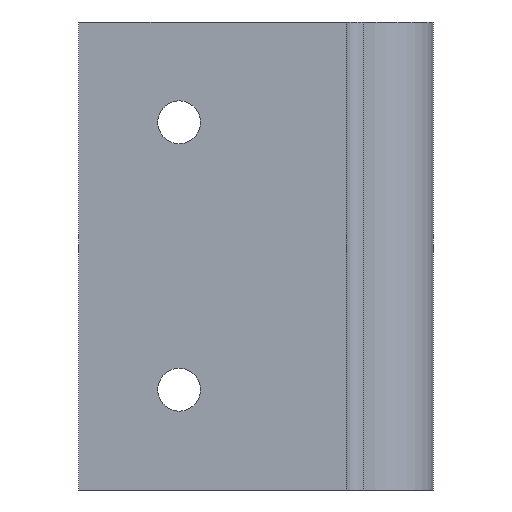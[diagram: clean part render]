
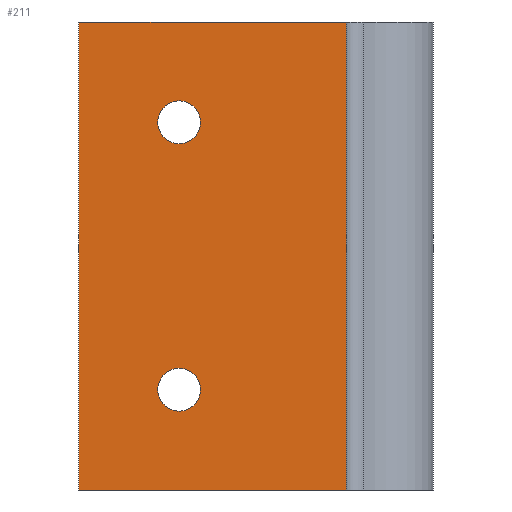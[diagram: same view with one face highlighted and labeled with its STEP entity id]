
A CAD part, left-side view. The second image highlights one B-rep face of the part: STEP entity #211.
In plain terms, the highlighted planar face has unit normal (-1, 0, 0).
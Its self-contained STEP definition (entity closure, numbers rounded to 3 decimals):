
#21=FACE_BOUND('',#50,.T.);
#22=FACE_BOUND('',#51,.T.);
#25=PLANE('',#244);
#35=FACE_OUTER_BOUND('',#49,.T.);
#49=EDGE_LOOP('',(#168,#169,#170,#171));
#50=EDGE_LOOP('',(#172));
#51=EDGE_LOOP('',(#173));
#66=LINE('',#359,#81);
#68=LINE('',#365,#83);
#69=LINE('',#367,#84);
#70=LINE('',#368,#85);
#81=VECTOR('',#291,35.);
#83=VECTOR('',#297,20.);
#84=VECTOR('',#298,35.);
#85=VECTOR('',#299,20.);
#89=CIRCLE('',#232,1.6);
#91=CIRCLE('',#235,1.6);
#101=VERTEX_POINT('',#328);
#103=VERTEX_POINT('',#334);
#111=VERTEX_POINT('',#355);
#113=VERTEX_POINT('',#358);
#115=VERTEX_POINT('',#364);
#116=VERTEX_POINT('',#366);
#119=EDGE_CURVE('',#101,#101,#89,.T.);
#122=EDGE_CURVE('',#103,#103,#91,.T.);
#133=EDGE_CURVE('',#111,#113,#66,.T.);
#136=EDGE_CURVE('',#115,#111,#68,.T.);
#137=EDGE_CURVE('',#115,#116,#69,.T.);
#138=EDGE_CURVE('',#116,#113,#70,.T.);
#168=ORIENTED_EDGE('',*,*,#136,.F.);
#169=ORIENTED_EDGE('',*,*,#137,.T.);
#170=ORIENTED_EDGE('',*,*,#138,.T.);
#171=ORIENTED_EDGE('',*,*,#133,.F.);
#172=ORIENTED_EDGE('',*,*,#119,.F.);
#173=ORIENTED_EDGE('',*,*,#122,.F.);
#211=ADVANCED_FACE('',(#35,#21,#22),#25,.F.);
#232=AXIS2_PLACEMENT_3D('',#329,#262,#263);
#235=AXIS2_PLACEMENT_3D('',#335,#269,#270);
#244=AXIS2_PLACEMENT_3D('',#363,#295,#296);
#262=DIRECTION('center_axis',(-1.,0.,0.));
#263=DIRECTION('ref_axis',(0.,-1.,0.));
#269=DIRECTION('center_axis',(-1.,0.,0.));
#270=DIRECTION('ref_axis',(0.,-1.,0.));
#291=DIRECTION('',(0.,0.,-1.));
#295=DIRECTION('center_axis',(1.,0.,0.));
#296=DIRECTION('ref_axis',(0.,-1.,0.));
#297=DIRECTION('',(0.,-1.,0.));
#298=DIRECTION('',(0.,0.,-1.));
#299=DIRECTION('',(0.,-1.,0.));
#328=CARTESIAN_POINT('',(-39.25,-180.15,289.));
#329=CARTESIAN_POINT('Origin',(-39.25,-181.75,289.));
#334=CARTESIAN_POINT('',(-39.25,-180.15,309.));
#335=CARTESIAN_POINT('Origin',(-39.25,-181.75,309.));
#355=CARTESIAN_POINT('',(-39.25,-194.25,316.5));
#358=CARTESIAN_POINT('',(-39.25,-194.25,281.5));
#359=CARTESIAN_POINT('',(-39.25,-194.25,316.5));
#363=CARTESIAN_POINT('Origin',(-39.25,-174.25,316.5));
#364=CARTESIAN_POINT('',(-39.25,-174.25,316.5));
#365=CARTESIAN_POINT('',(-39.25,-174.25,316.5));
#366=CARTESIAN_POINT('',(-39.25,-174.25,281.5));
#367=CARTESIAN_POINT('',(-39.25,-174.25,316.5));
#368=CARTESIAN_POINT('',(-39.25,-174.25,281.5));
